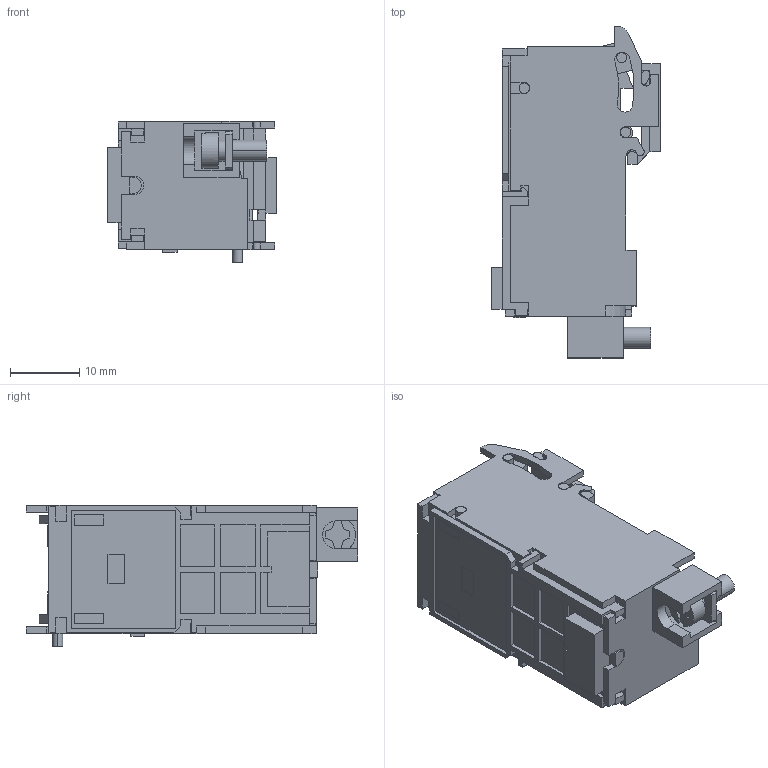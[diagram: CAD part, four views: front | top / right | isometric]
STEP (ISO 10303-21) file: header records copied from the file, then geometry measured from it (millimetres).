
FILE_DESCRIPTION((''),'2;1');
FILE_NAME('1655036969253_ASM','2022-06-12T17:59:53',('SESA621925'),('Schneider-Electric'),'CREO PARAMETRIC BY PTC INC, 2019471','CREO PARAMETRIC BY PTC INC, 2019471','');
FILE_SCHEMA(('AP242_MANAGED_MODEL_BASED_3D_ENGINEERING_MIM_LF { 1 0 10303 442 1 1 4 }'));
Length unit declared in the file: millimetre
Products named in the file (4): EMPTYNODE_1655036969296_ASM; SHR-GO1-2; SHR-GO1-2-3D_ASM; 1655036969253_ASM
Assembly tree (3 placements, depth 3):
  1655036969253_ASM
    EMPTYNODE_1655036969296_ASM
    SHR-GO1-2-3D_ASM
      SHR-GO1-2
Bounding box: 24.3 x 47.8 x 20.4 mm (x, y, z)
Volume: 9924.7 mm3; surface area: 7973.7 mm2
Topology: 3 solids, 3 shells, 442 faces, 1232 edges, 822 vertices
Faces by surface type: plane 353, cylinder 89
Entity records: 20277 total; most frequent: CARTESIAN_POINT 2504, ORIENTED_EDGE 2448, DIRECTION 2343, PRESENTATION_STYLE_ASSIGNMENT 1424, STYLED_ITEM 1239, CURVE_STYLE 1234, EDGE_CURVE 1224, VECTOR 1027
